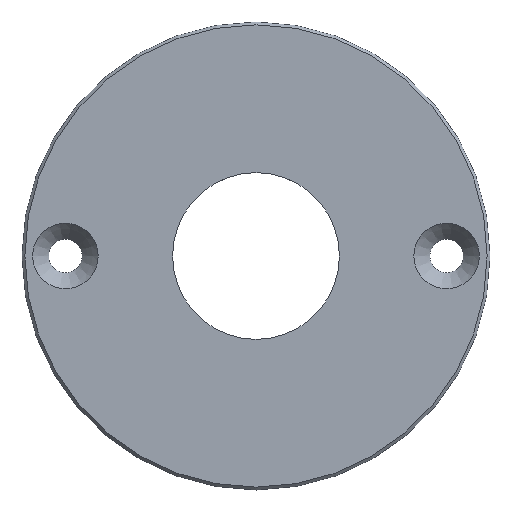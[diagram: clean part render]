
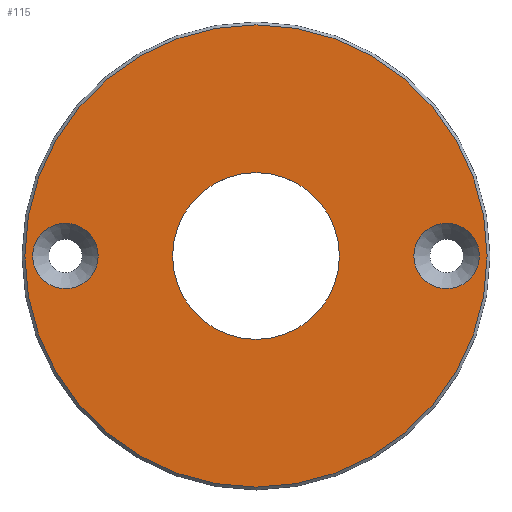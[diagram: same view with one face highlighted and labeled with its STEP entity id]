
A CAD part, top view. The second image highlights one B-rep face of the part: STEP entity #115.
In plain terms, the highlighted planar face has unit normal (0, 0, 1).
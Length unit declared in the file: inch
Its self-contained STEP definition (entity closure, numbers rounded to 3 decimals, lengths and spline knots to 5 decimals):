
#15=PLANE('',#134);
#21=FACE_BOUND('',#44,.T.);
#22=FACE_BOUND('',#45,.T.);
#23=FACE_BOUND('',#46,.T.);
#33=FACE_OUTER_BOUND('',#43,.T.);
#43=EDGE_LOOP('',(#93));
#44=EDGE_LOOP('',(#94));
#45=EDGE_LOOP('',(#95));
#46=EDGE_LOOP('',(#96));
#59=CIRCLE('',#130,2.425);
#62=CIRCLE('',#135,0.875);
#63=CIRCLE('',#136,0.34375);
#64=CIRCLE('',#137,0.34375);
#69=VERTEX_POINT('',#187);
#72=VERTEX_POINT('',#195);
#73=VERTEX_POINT('',#197);
#74=VERTEX_POINT('',#199);
#79=EDGE_CURVE('',#69,#69,#59,.T.);
#82=EDGE_CURVE('',#72,#72,#62,.T.);
#83=EDGE_CURVE('',#73,#73,#63,.T.);
#84=EDGE_CURVE('',#74,#74,#64,.T.);
#93=ORIENTED_EDGE('',*,*,#79,.F.);
#94=ORIENTED_EDGE('',*,*,#82,.T.);
#95=ORIENTED_EDGE('',*,*,#83,.T.);
#96=ORIENTED_EDGE('',*,*,#84,.T.);
#115=ADVANCED_FACE('',(#33,#21,#22,#23),#15,.F.);
#130=AXIS2_PLACEMENT_3D('',#188,#151,#152);
#134=AXIS2_PLACEMENT_3D('',#194,#159,#160);
#135=AXIS2_PLACEMENT_3D('',#196,#161,#162);
#136=AXIS2_PLACEMENT_3D('',#198,#163,#164);
#137=AXIS2_PLACEMENT_3D('',#200,#165,#166);
#151=DIRECTION('center_axis',(0.,0.,-1.));
#152=DIRECTION('ref_axis',(-1.,0.,0.));
#159=DIRECTION('center_axis',(0.,0.,-1.));
#160=DIRECTION('ref_axis',(-1.,0.,0.));
#161=DIRECTION('center_axis',(0.,0.,-1.));
#162=DIRECTION('ref_axis',(-1.,0.,0.));
#163=DIRECTION('center_axis',(0.,0.,-1.));
#164=DIRECTION('ref_axis',(1.,0.,0.));
#165=DIRECTION('center_axis',(0.,0.,-1.));
#166=DIRECTION('ref_axis',(1.,0.,0.));
#187=CARTESIAN_POINT('',(2.425,0.,0.));
#188=CARTESIAN_POINT('Origin',(0.,0.,0.));
#194=CARTESIAN_POINT('Origin',(0.,0.,0.));
#195=CARTESIAN_POINT('',(0.875,0.,0.));
#196=CARTESIAN_POINT('Origin',(0.,0.,0.));
#197=CARTESIAN_POINT('',(-1.65625,0.,0.));
#198=CARTESIAN_POINT('Origin',(-2.,0.,0.));
#199=CARTESIAN_POINT('',(2.34375,0.,0.));
#200=CARTESIAN_POINT('Origin',(2.,0.,0.));
